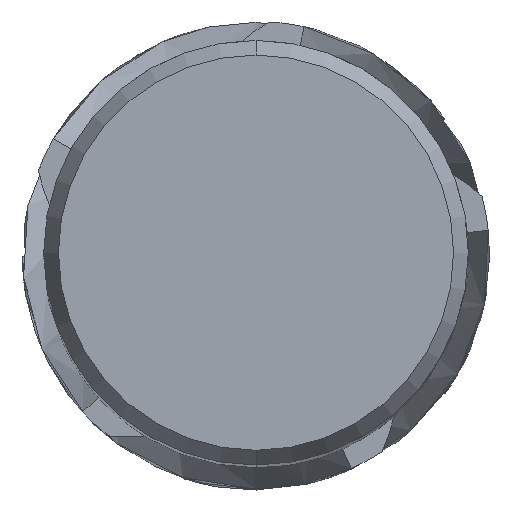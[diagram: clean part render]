
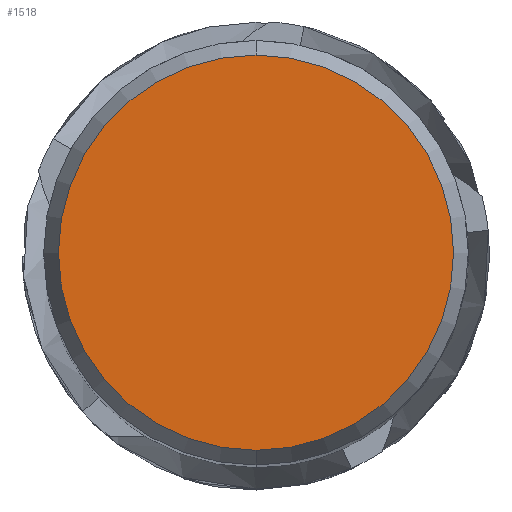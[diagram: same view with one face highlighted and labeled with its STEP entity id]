
A CAD part, top view. The second image highlights one B-rep face of the part: STEP entity #1518.
In plain terms, the highlighted planar face has unit normal (0, 0, 1).
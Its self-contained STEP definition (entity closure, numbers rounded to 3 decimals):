
#666=VERTEX_POINT('',#1791);
#1090=VERTEX_POINT('',#2254);
#1174=EDGE_CURVE('',#1090,#666,#2347,.T.);
#1424=EDGE_CURVE('',#666,#1090,#2621,.T.);
#1518=ADVANCED_FACE('',(#2722),#2723,.T.);
#1791=CARTESIAN_POINT('',(0.0,9.307,0.0));
#2254=CARTESIAN_POINT('',(0.,-9.307,0.0));
#2347=CIRCLE('',#6660,9.307);
#2621=CIRCLE('',#8706,9.307);
#2722=FACE_OUTER_BOUND('',#9565,.T.);
#2723=PLANE('',#9566);
#6660=AXIS2_PLACEMENT_3D('',#11795,#11796,#11797);
#8706=AXIS2_PLACEMENT_3D('',#12111,#12112,#12113);
#9565=EDGE_LOOP('',(#12203,#12204));
#9566=AXIS2_PLACEMENT_3D('',#12205,#12206,#12207);
#11795=CARTESIAN_POINT('',(0.0,0.0,0.0));
#11796=DIRECTION('',(0.0,0.0,-1.0));
#11797=DIRECTION('',(0.0,1.0,0.0));
#12111=CARTESIAN_POINT('',(0.0,0.0,0.0));
#12112=DIRECTION('',(0.0,0.0,-1.0));
#12113=DIRECTION('',(0.0,1.0,0.0));
#12203=ORIENTED_EDGE('',*,*,#1424,.F.);
#12204=ORIENTED_EDGE('',*,*,#1174,.F.);
#12205=CARTESIAN_POINT('',(0.0,4.654,0.0));
#12206=DIRECTION('',(-0.0,0.0,1.0));
#12207=DIRECTION('',(0.0,-1.0,0.0));
